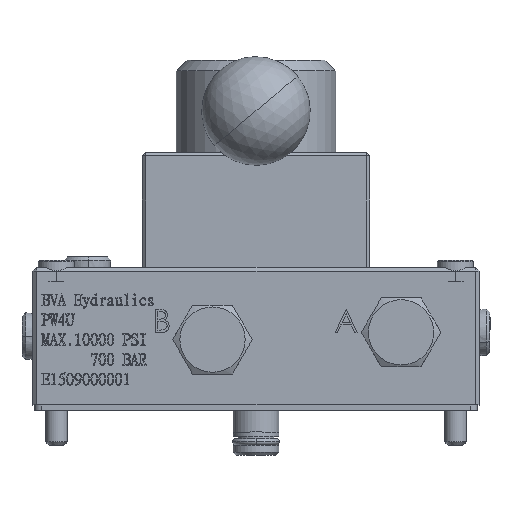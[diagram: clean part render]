
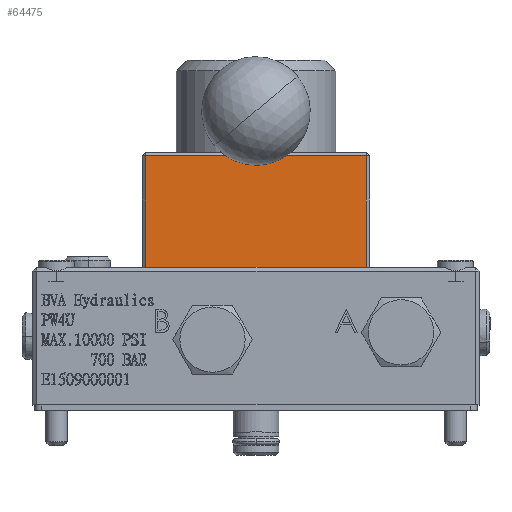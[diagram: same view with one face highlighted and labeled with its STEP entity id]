
A CAD part, top view. The second image highlights one B-rep face of the part: STEP entity #64475.
In plain terms, the highlighted planar face has unit normal (0, 0, 1).
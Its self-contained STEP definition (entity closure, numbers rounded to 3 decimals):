
#2630 = DIRECTION ( 'NONE',  ( 1., 0., 0. ) ) ;
#3427 = CARTESIAN_POINT ( 'NONE',  ( -31.4, 37.9, 31.4 ) ) ;
#4462 = LINE ( 'NONE', #5760, #8312 ) ;
#5760 = CARTESIAN_POINT ( 'NONE',  ( -31.4, 68.7, 31.4 ) ) ;
#6004 = EDGE_CURVE ( 'NONE', #32485, #71636, #22062, .T. ) ;
#8312 = VECTOR ( 'NONE', #48413, 1000. ) ;
#12508 = CARTESIAN_POINT ( 'NONE',  ( -30.4, 37.9, 31.4 ) ) ;
#13454 = CARTESIAN_POINT ( 'NONE',  ( 30.4, 37.9, 31.4 ) ) ;
#16869 = EDGE_CURVE ( 'NONE', #71636, #31972, #4462, .T. ) ;
#19689 = AXIS2_PLACEMENT_3D ( 'NONE', #62915, #75717, #74932 ) ;
#21617 = CARTESIAN_POINT ( 'NONE',  ( 30.4, 37.9, 31.4 ) ) ;
#22062 = LINE ( 'NONE', #21617, #36371 ) ;
#22519 = CARTESIAN_POINT ( 'NONE',  ( -30.4, 37.9, 31.4 ) ) ;
#25466 = ORIENTED_EDGE ( 'NONE', *, *, #16869, .T. ) ;
#28154 = ORIENTED_EDGE ( 'NONE', *, *, #6004, .T. ) ;
#29848 = VECTOR ( 'NONE', #77446, 1000. ) ;
#31972 = VERTEX_POINT ( 'NONE', #73786 ) ;
#32485 = VERTEX_POINT ( 'NONE', #13454 ) ;
#36371 = VECTOR ( 'NONE', #64281, 1000. ) ;
#43578 = EDGE_LOOP ( 'NONE', ( #72702, #28154, #25466, #72199 ) ) ;
#44307 = FACE_OUTER_BOUND ( 'NONE', #43578, .T. ) ;
#44783 = VECTOR ( 'NONE', #2630, 1000. ) ;
#48413 = DIRECTION ( 'NONE',  ( -1., 0., 0. ) ) ;
#48989 = LINE ( 'NONE', #22519, #29848 ) ;
#51201 = PLANE ( 'NONE',  #19689 ) ;
#51291 = CARTESIAN_POINT ( 'NONE',  ( 30.4, 68.7, 31.4 ) ) ;
#52415 = LINE ( 'NONE', #3427, #44783 ) ;
#62891 = VERTEX_POINT ( 'NONE', #12508 ) ;
#62915 = CARTESIAN_POINT ( 'NONE',  ( -31.4, 37.9, 31.4 ) ) ;
#64281 = DIRECTION ( 'NONE',  ( 0., 1., 0. ) ) ;
#64475 = ADVANCED_FACE ( 'NONE', ( #44307 ), #51201, .T. ) ;
#71636 = VERTEX_POINT ( 'NONE', #51291 ) ;
#72199 = ORIENTED_EDGE ( 'NONE', *, *, #73981, .T. ) ;
#72702 = ORIENTED_EDGE ( 'NONE', *, *, #78263, .T. ) ;
#73786 = CARTESIAN_POINT ( 'NONE',  ( -30.4, 68.7, 31.4 ) ) ;
#73981 = EDGE_CURVE ( 'NONE', #31972, #62891, #48989, .T. ) ;
#74932 = DIRECTION ( 'NONE',  ( 0., -1., 0. ) ) ;
#75717 = DIRECTION ( 'NONE',  ( 0., 0., 1. ) ) ;
#77446 = DIRECTION ( 'NONE',  ( 0., -1., 0. ) ) ;
#78263 = EDGE_CURVE ( 'NONE', #62891, #32485, #52415, .T. ) ;
